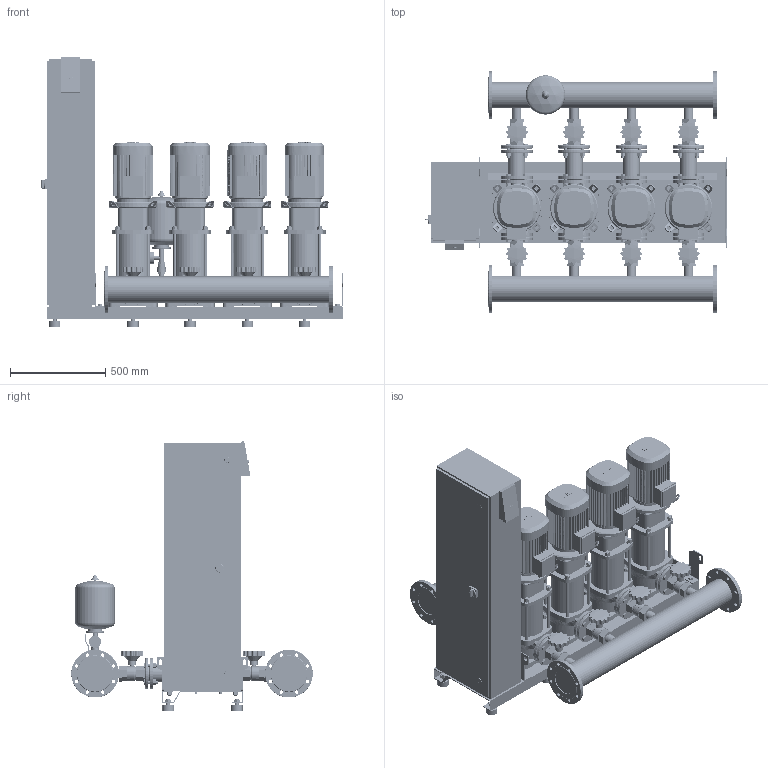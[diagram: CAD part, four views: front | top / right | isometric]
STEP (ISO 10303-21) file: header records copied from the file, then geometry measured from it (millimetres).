
FILE_DESCRIPTION((''),'2;1');
FILE_NAME('3d_SiBoostSmart4HELIXV2204-2540733.stp','2016-01-25T10:50:20',(''),(''),'Mechanical Desktop 2009','Mechanical Desktop 2009',', , ');
FILE_SCHEMA(('CONFIG_CONTROL_DESIGN'));
Length unit declared in the file: millimetre
Products named in the file (1): Product
Bounding box: 1580 x 1266 x 1413.4 mm (x, y, z)
Volume: 315873036.7 mm3; surface area: 17285966.4 mm2
Topology: 229 solids, 229 shells, 6168 faces, 15304 edges, 9987 vertices
Faces by surface type: plane 2655, cylinder 1982, bspline 1037, cone 366, torus 114, sphere 14
Entity records: 195512 total; most frequent: CARTESIAN_POINT 47710, ORIENTED_EDGE 30596, DIRECTION 30534, EDGE_CURVE 15298, AXIS2_PLACEMENT_3D 10840, VERTEX_POINT 9984, VECTOR 8854, LINE 8854
